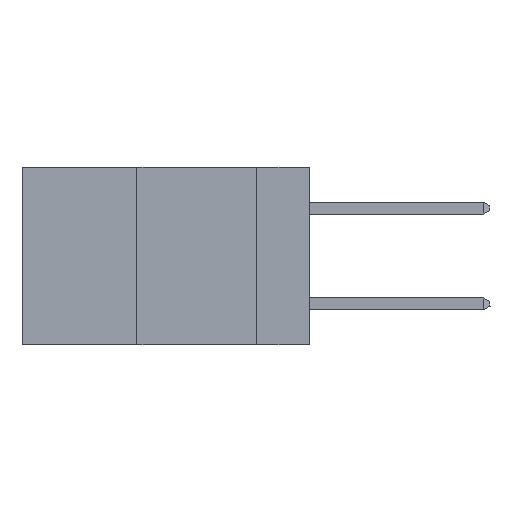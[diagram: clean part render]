
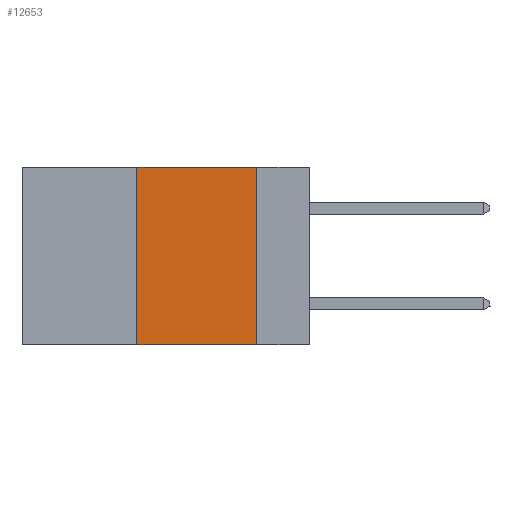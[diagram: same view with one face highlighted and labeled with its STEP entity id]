
A CAD part, left-side view. The second image highlights one B-rep face of the part: STEP entity #12653.
In plain terms, the highlighted planar face has unit normal (-1, 0, 0).
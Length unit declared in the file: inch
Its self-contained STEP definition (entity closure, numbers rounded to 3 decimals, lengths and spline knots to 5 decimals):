
#405 = VERTEX_POINT ( 'NONE', #30183 ) ;
#423 = AXIS2_PLACEMENT_3D ( 'NONE', #19776, #27451, #22515 ) ;
#704 = EDGE_CURVE ( 'NONE', #9483, #405, #29247, .T. ) ;
#2069 = ORIENTED_EDGE ( 'NONE', *, *, #10339, .F. ) ;
#2450 = ORIENTED_EDGE ( 'NONE', *, *, #14420, .F. ) ;
#3013 = CARTESIAN_POINT ( 'NONE',  ( 0., 0.6, -0.37 ) ) ;
#4621 = CARTESIAN_POINT ( 'NONE',  ( 0., 0.36, 0. ) ) ;
#5498 = PLANE ( 'NONE',  #423 ) ;
#6344 = ORIENTED_EDGE ( 'NONE', *, *, #704, .F. ) ;
#8946 = VECTOR ( 'NONE', #30445, 39.37008 ) ;
#9483 = VERTEX_POINT ( 'NONE', #4621 ) ;
#9871 = VERTEX_POINT ( 'NONE', #32897 ) ;
#10040 = LINE ( 'NONE', #21221, #19136 ) ;
#10339 = EDGE_CURVE ( 'NONE', #405, #9871, #13308, .T. ) ;
#10701 = VERTEX_POINT ( 'NONE', #31186 ) ;
#12653 = ADVANCED_FACE ( 'NONE', ( #30532 ), #5498, .F. ) ;
#13308 = LINE ( 'NONE', #21193, #19186 ) ;
#14000 = LINE ( 'NONE', #3013, #8946 ) ;
#14420 = EDGE_CURVE ( 'NONE', #10701, #9483, #10040, .T. ) ;
#19136 = VECTOR ( 'NONE', #32339, 39.37008 ) ;
#19186 = VECTOR ( 'NONE', #35610, 39.37008 ) ;
#19776 = CARTESIAN_POINT ( 'NONE',  ( 0., 0.6, 0. ) ) ;
#21193 = CARTESIAN_POINT ( 'NONE',  ( 0., 0.11, 0. ) ) ;
#21221 = CARTESIAN_POINT ( 'NONE',  ( 0., 0.36, 0. ) ) ;
#21851 = EDGE_LOOP ( 'NONE', ( #2069, #6344, #2450, #35924 ) ) ;
#22515 = DIRECTION ( 'NONE',  ( 0., 0., -1. ) ) ;
#26863 = CARTESIAN_POINT ( 'NONE',  ( 0., 0.6, 0. ) ) ;
#27050 = DIRECTION ( 'NONE',  ( 0., -1., 0. ) ) ;
#27451 = DIRECTION ( 'NONE',  ( 1., 0., 0. ) ) ;
#29247 = LINE ( 'NONE', #26863, #31734 ) ;
#30183 = CARTESIAN_POINT ( 'NONE',  ( 0., 0.11, 0. ) ) ;
#30445 = DIRECTION ( 'NONE',  ( 0., -1., 0. ) ) ;
#30532 = FACE_OUTER_BOUND ( 'NONE', #21851, .T. ) ;
#31186 = CARTESIAN_POINT ( 'NONE',  ( 0., 0.36, -0.37 ) ) ;
#31734 = VECTOR ( 'NONE', #27050, 39.37008 ) ;
#32339 = DIRECTION ( 'NONE',  ( 0., 0., 1. ) ) ;
#32897 = CARTESIAN_POINT ( 'NONE',  ( 0., 0.11, -0.37 ) ) ;
#33300 = EDGE_CURVE ( 'NONE', #10701, #9871, #14000, .T. ) ;
#35610 = DIRECTION ( 'NONE',  ( 0., 0., -1. ) ) ;
#35924 = ORIENTED_EDGE ( 'NONE', *, *, #33300, .T. ) ;
